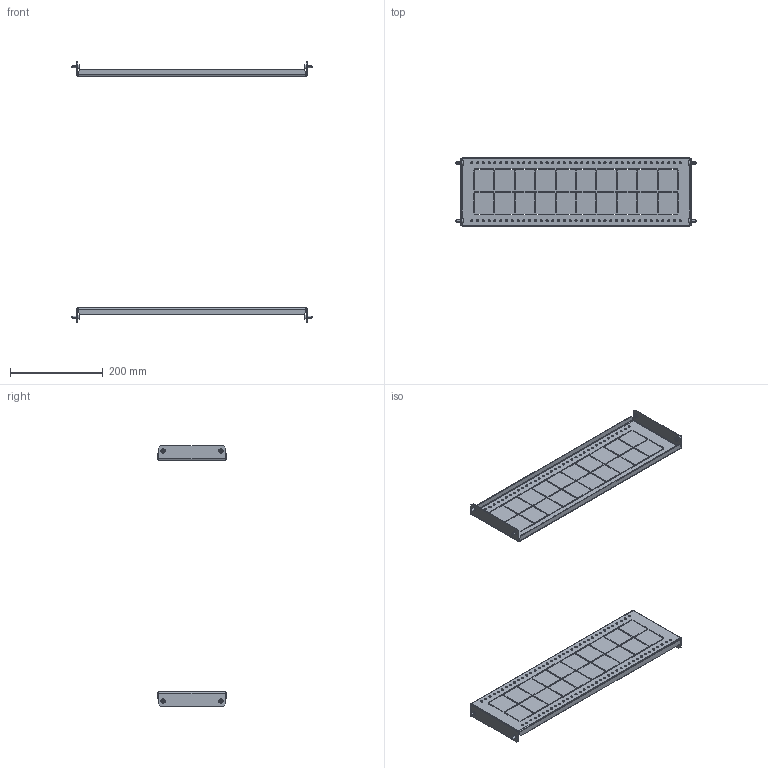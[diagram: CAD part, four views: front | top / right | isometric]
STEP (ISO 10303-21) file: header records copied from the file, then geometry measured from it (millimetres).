
FILE_DESCRIPTION (( 'STEP AP203' ), '1' );
FILE_NAME ('Ïàíåëè áîêîâûå ñåêöèîííûå Â150 Ã600 (2 øò.) EKF AleSta.STEP', '2025-09-15T11:19:25', ( '' ), ( '' ), 'SwSTEP 2.0', 'SolidWorks 2021', '' );
FILE_SCHEMA (( 'CONFIG_CONTROL_DESIGN' ));
Length unit declared in the file: millimetre
Products named in the file (3): Âèíò_ðåçüáîâûäàâëèâàþùèé_Ì5õ12_DIN 7500E_Œ5å12; Ïàíåëè áîêîâûå ñåêöèîííûå Â150 Ã600 (2 øò.) EKF AleSta; MA1.800.060603.04.01 Ïàíåëè áîêîâûå äëÿ ñåêöèîíèðîâàíèÿ Â300 Ã600 ìì_‚150ƒ600
Assembly tree (10 placements, depth 2):
  Ïàíåëè áîêîâûå ñåêöèîííûå Â150 Ã600 (2 øò.) EKF AleSta
    MA1.800.060603.04.01 Ïàíåëè áîêîâûå äëÿ ñåêöèîíèðîâàíèÿ Â300 Ã600 ìì_‚150ƒ600  x2
    Âèíò_ðåçüáîâûäàâëèâàþùèé_Ì5õ12_DIN 7500E_Œ5å12  x8
Bounding box: 518 x 149 x 562 mm (x, y, z)
Volume: 267873.7 mm3; surface area: 377677.3 mm2
Topology: 10 solids, 10 shells, 948 faces, 2656 edges, 1744 vertices
Faces by surface type: plane 572, cylinder 360, cone 16
Entity records: 15037 total; most frequent: CARTESIAN_POINT 2471, ORIENTED_EDGE 2452, DIRECTION 2442, EDGE_CURVE 1226, VECTOR 888, LINE 888, VERTEX_POINT 806, AXIS2_PLACEMENT_3D 777
